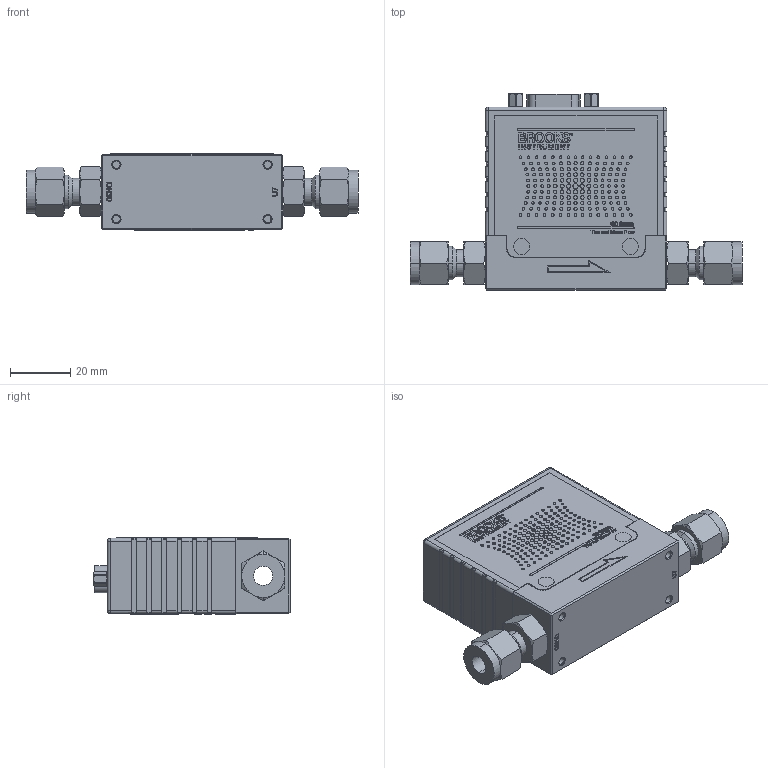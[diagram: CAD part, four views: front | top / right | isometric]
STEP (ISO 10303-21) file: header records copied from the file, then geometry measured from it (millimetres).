
FILE_DESCRIPTION (( 'STEP AP214' ), '1' );
FILE_NAME ('GC51_.25TC.STEP', '2025-11-13T20:08:07', ( 'mrutkowski' ), ( '' ), 'SwSTEP 2.0', 'SolidWorks 2023', '' );
FILE_SCHEMA (( 'AUTOMOTIVE_DESIGN' ));
Products named in the file (1): GC51_.25TC
Bounding box: 109.78 x 65.1 x 25.5 mm (x, y, z)
Surface area: 24472.5 mm2 (no closed solid volume)
Topology: 0 solids, 367 shells, 1918 faces, 8783 edges, 7231 vertices
Faces by surface type: bspline 955, plane 802, cylinder 101, cone 60
Full cylindrical faces by diameter (mm): 1.252 x9, 2.05 x2, 2.5 x4
Entity records: 101179 total; most frequent: CARTESIAN_POINT 45905, ORIENTED_EDGE 11213, EDGE_CURVE 8736, VERTEX_POINT 7220, DIRECTION 6227, B_SPLINE_CURVE_WITH_KNOTS 4635, VECTOR 3665, LINE 3665
